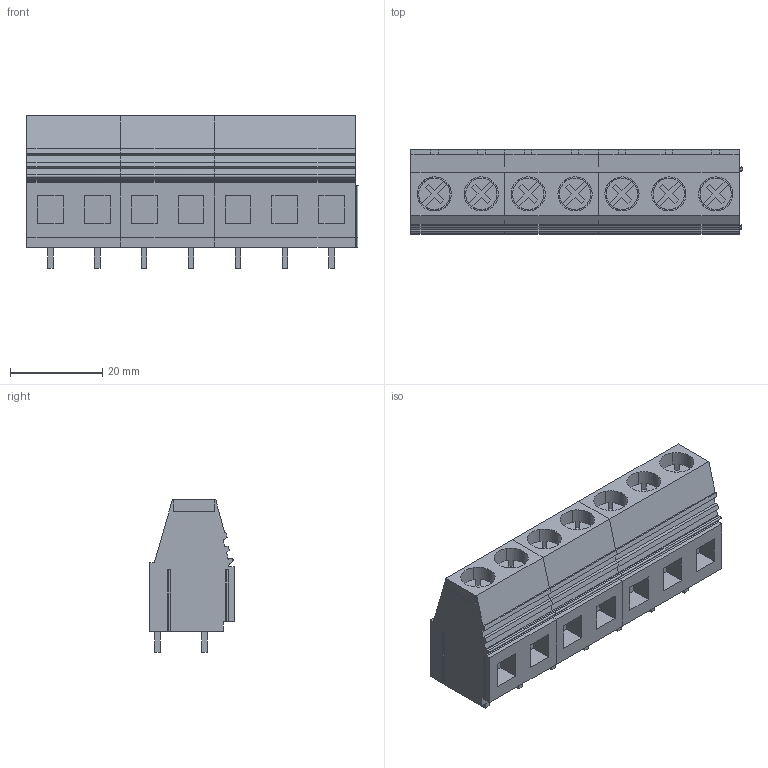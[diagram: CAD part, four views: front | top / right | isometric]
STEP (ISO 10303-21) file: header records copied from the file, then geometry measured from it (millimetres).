
FILE_DESCRIPTION(('CATIA V5 STEP Exchange','CAx-IF Rec.Pracs.--- Model Styling and Organization---1.2---2011-12-15'),'2;1');
FILE_NAME ('D1465104_0_9956420000_9956420000.stp','2018-03-09T15:23:22+00:00',('none'),('Weidmueller'),'CATIA Version 5-6 Release 2014','CATIA V5 STEP AP214','none');
FILE_SCHEMA(('AUTOMOTIVE_DESIGN { 1 0 10303 214 1 1 1 1 }'));
Length unit declared in the file: millimetre
Products named in the file (1): 1226250000
Bounding box: 71.93 x 18.3 x 33 mm (x, y, z)
Volume: 27131.4 mm3; surface area: 14777.4 mm2
Topology: 24 solids, 24 shells, 601 faces, 1554 edges, 1022 vertices
Faces by surface type: plane 471, cylinder 130
Entity records: 18260 total; most frequent: CARTESIAN_POINT 3642, ORIENTED_EDGE 3108, DIRECTION 2561, EDGE_CURVE 1554, VECTOR 1266, LINE 1266, VERTEX_POINT 1022, AXIS2_PLACEMENT_3D 775
